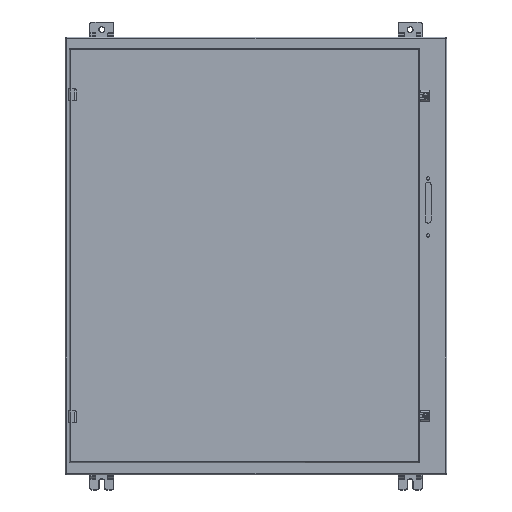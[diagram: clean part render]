
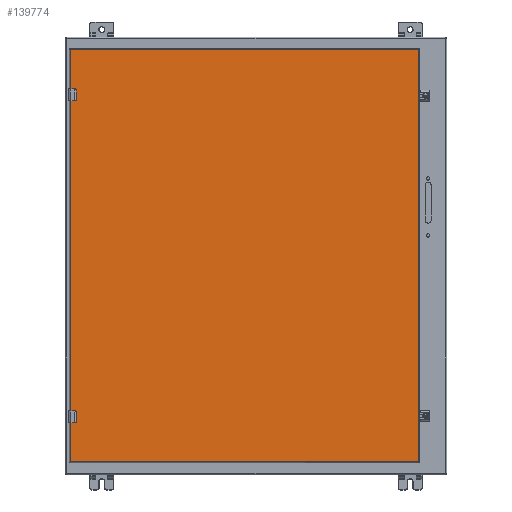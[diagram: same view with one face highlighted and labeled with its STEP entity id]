
A CAD part, top view. The second image highlights one B-rep face of the part: STEP entity #139774.
In plain terms, the highlighted planar face has unit normal (0, 0, 1).
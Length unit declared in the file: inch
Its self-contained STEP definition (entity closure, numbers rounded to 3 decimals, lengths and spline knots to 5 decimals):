
#3215 = DIRECTION ( 'NONE',  ( 0., 1., 0. ) ) ;
#6569 = VERTEX_POINT ( 'NONE', #29152 ) ;
#9804 = DIRECTION ( 'NONE',  ( 1., 0., 0. ) ) ;
#18338 = ORIENTED_EDGE ( 'NONE', *, *, #139404, .T. ) ;
#29152 = CARTESIAN_POINT ( 'NONE',  ( -15.28376, 16.95263, 5.068 ) ) ;
#29547 = EDGE_CURVE ( 'NONE', #109771, #69661, #72443, .T. ) ;
#38919 = VECTOR ( 'NONE', #136011, 39.37008 ) ;
#44370 = CARTESIAN_POINT ( 'NONE',  ( 0., 0., 5.068 ) ) ;
#48372 = EDGE_CURVE ( 'NONE', #69661, #6569, #132521, .T. ) ;
#50064 = VERTEX_POINT ( 'NONE', #67875 ) ;
#50760 = CARTESIAN_POINT ( 'NONE',  ( 0., 16.95263, 5.068 ) ) ;
#63683 = CARTESIAN_POINT ( 'NONE',  ( 13.35876, -16.95263, 5.068 ) ) ;
#67875 = CARTESIAN_POINT ( 'NONE',  ( -15.28376, -16.95263, 5.068 ) ) ;
#69526 = DIRECTION ( 'NONE',  ( 0., 0., 1. ) ) ;
#69661 = VERTEX_POINT ( 'NONE', #90250 ) ;
#70059 = EDGE_CURVE ( 'NONE', #6569, #50064, #74761, .T. ) ;
#71241 = LINE ( 'NONE', #96361, #83366 ) ;
#72443 = LINE ( 'NONE', #135230, #146859 ) ;
#74761 = LINE ( 'NONE', #101448, #38919 ) ;
#81321 = PLANE ( 'NONE',  #131125 ) ;
#83078 = DIRECTION ( 'NONE',  ( -1., 0., 0. ) ) ;
#83366 = VECTOR ( 'NONE', #108929, 39.37008 ) ;
#90250 = CARTESIAN_POINT ( 'NONE',  ( 13.35876, 16.95263, 5.068 ) ) ;
#96361 = CARTESIAN_POINT ( 'NONE',  ( 0., -16.95263, 5.068 ) ) ;
#97512 = VECTOR ( 'NONE', #83078, 39.37008 ) ;
#101448 = CARTESIAN_POINT ( 'NONE',  ( -15.28376, 0., 5.068 ) ) ;
#102587 = FACE_OUTER_BOUND ( 'NONE', #127837, .T. ) ;
#108929 = DIRECTION ( 'NONE',  ( 1., 0., 0. ) ) ;
#109771 = VERTEX_POINT ( 'NONE', #63683 ) ;
#123533 = ORIENTED_EDGE ( 'NONE', *, *, #29547, .T. ) ;
#127837 = EDGE_LOOP ( 'NONE', ( #155050, #18338, #123533, #136483 ) ) ;
#131125 = AXIS2_PLACEMENT_3D ( 'NONE', #44370, #69526, #9804 ) ;
#132521 = LINE ( 'NONE', #50760, #97512 ) ;
#135230 = CARTESIAN_POINT ( 'NONE',  ( 13.35876, 0., 5.068 ) ) ;
#136011 = DIRECTION ( 'NONE',  ( 0., -1., 0. ) ) ;
#136483 = ORIENTED_EDGE ( 'NONE', *, *, #48372, .T. ) ;
#139404 = EDGE_CURVE ( 'NONE', #50064, #109771, #71241, .T. ) ;
#139774 = ADVANCED_FACE ( 'NONE', ( #102587 ), #81321, .T. ) ;
#146859 = VECTOR ( 'NONE', #3215, 39.37008 ) ;
#155050 = ORIENTED_EDGE ( 'NONE', *, *, #70059, .T. ) ;
